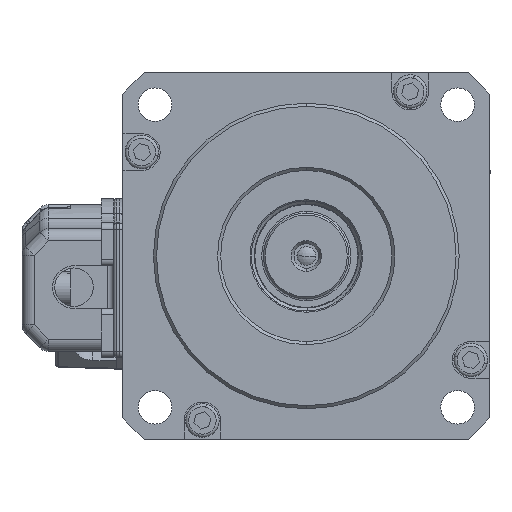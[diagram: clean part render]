
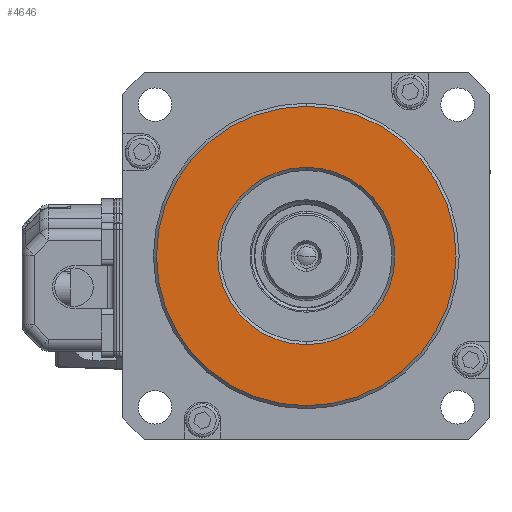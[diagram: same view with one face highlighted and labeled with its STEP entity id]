
A CAD part, front view. The second image highlights one B-rep face of the part: STEP entity #4646.
In plain terms, the highlighted planar face has unit normal (0, -1, 0).
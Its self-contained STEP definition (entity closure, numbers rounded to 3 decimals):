
#570 = CIRCLE ( 'NONE', #880, 14.5 ) ;
#627 = DIRECTION ( 'NONE',  ( 0., -1., 0. ) ) ;
#880 = AXIS2_PLACEMENT_3D ( 'NONE', #1180, #15776, #3289 ) ;
#1180 = CARTESIAN_POINT ( 'NONE',  ( -60., -7.385, -15.315 ) ) ;
#2356 = EDGE_LOOP ( 'NONE', ( #13321, #12979 ) ) ;
#2573 = CARTESIAN_POINT ( 'NONE',  ( -60., -7.385, -15.315 ) ) ;
#3289 = DIRECTION ( 'NONE',  ( 0., 0., -1. ) ) ;
#3472 = EDGE_CURVE ( 'NONE', #15454, #18275, #5921, .T. ) ;
#4459 = AXIS2_PLACEMENT_3D ( 'NONE', #2573, #17207, #4704 ) ;
#4646 = ADVANCED_FACE ( 'NONE', ( #23536, #12386 ), #8930, .T. ) ;
#4704 = DIRECTION ( 'NONE',  ( 0., 0., -1. ) ) ;
#4751 = CARTESIAN_POINT ( 'NONE',  ( -35., -7.385, -15.315 ) ) ;
#5921 = CIRCLE ( 'NONE', #6748, 14.5 ) ;
#6036 = ORIENTED_EDGE ( 'NONE', *, *, #3472, .T. ) ;
#6254 = DIRECTION ( 'NONE',  ( 0., -1., 0. ) ) ;
#6748 = AXIS2_PLACEMENT_3D ( 'NONE', #7083, #21706, #9163 ) ;
#7083 = CARTESIAN_POINT ( 'NONE',  ( -60., -7.385, -15.315 ) ) ;
#7668 = CARTESIAN_POINT ( 'NONE',  ( -60., -7.385, -0.815 ) ) ;
#8930 = PLANE ( 'NONE',  #26525 ) ;
#9163 = DIRECTION ( 'NONE',  ( 0., 0., -1. ) ) ;
#11492 = EDGE_LOOP ( 'NONE', ( #6036, #12417 ) ) ;
#11520 = CIRCLE ( 'NONE', #4459, 24.5 ) ;
#11571 = CARTESIAN_POINT ( 'NONE',  ( -60., -7.385, -39.815 ) ) ;
#12386 = FACE_OUTER_BOUND ( 'NONE', #2356, .T. ) ;
#12417 = ORIENTED_EDGE ( 'NONE', *, *, #16571, .T. ) ;
#12979 = ORIENTED_EDGE ( 'NONE', *, *, #17413, .T. ) ;
#13321 = ORIENTED_EDGE ( 'NONE', *, *, #19085, .T. ) ;
#13942 = VERTEX_POINT ( 'NONE', #11571 ) ;
#15218 = DIRECTION ( 'NONE',  ( 0., 0., -1. ) ) ;
#15454 = VERTEX_POINT ( 'NONE', #23815 ) ;
#15776 = DIRECTION ( 'NONE',  ( 0., 1., 0. ) ) ;
#16571 = EDGE_CURVE ( 'NONE', #18275, #15454, #570, .T. ) ;
#17207 = DIRECTION ( 'NONE',  ( 0., -1., 0. ) ) ;
#17413 = EDGE_CURVE ( 'NONE', #13942, #18378, #19172, .T. ) ;
#18275 = VERTEX_POINT ( 'NONE', #7668 ) ;
#18378 = VERTEX_POINT ( 'NONE', #22570 ) ;
#18772 = CARTESIAN_POINT ( 'NONE',  ( -60., -7.385, -15.315 ) ) ;
#19085 = EDGE_CURVE ( 'NONE', #18378, #13942, #11520, .T. ) ;
#19172 = CIRCLE ( 'NONE', #20332, 24.5 ) ;
#20332 = AXIS2_PLACEMENT_3D ( 'NONE', #18772, #6254, #20869 ) ;
#20869 = DIRECTION ( 'NONE',  ( 0., 0., -1. ) ) ;
#21706 = DIRECTION ( 'NONE',  ( 0., 1., 0. ) ) ;
#22570 = CARTESIAN_POINT ( 'NONE',  ( -60., -7.385, 9.185 ) ) ;
#23536 = FACE_BOUND ( 'NONE', #11492, .T. ) ;
#23815 = CARTESIAN_POINT ( 'NONE',  ( -60., -7.385, -29.815 ) ) ;
#26525 = AXIS2_PLACEMENT_3D ( 'NONE', #4751, #627, #15218 ) ;
